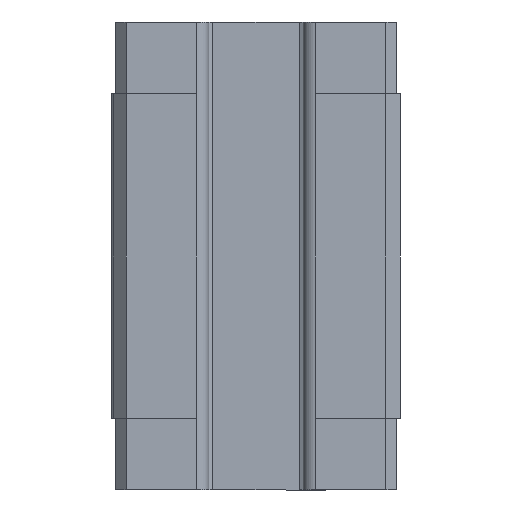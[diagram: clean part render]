
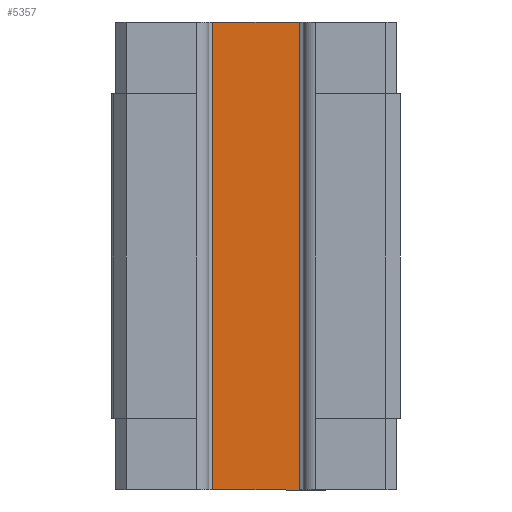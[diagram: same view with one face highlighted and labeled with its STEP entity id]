
A CAD part, front view. The second image highlights one B-rep face of the part: STEP entity #5357.
In plain terms, the highlighted planar face has unit normal (0, -1, 0).
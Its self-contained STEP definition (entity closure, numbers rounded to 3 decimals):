
#205 = FACE_OUTER_BOUND ( 'NONE', #6131, .T. ) ;
#3069 = CARTESIAN_POINT ( 'NONE',  ( 12.564, -13.35, 58.32 ) ) ;
#3070 = DIRECTION ( 'NONE',  ( 0., 0., -1. ) ) ;
#3111 = CARTESIAN_POINT ( 'NONE',  ( 0., -13.35, 48.6 ) ) ;
#3112 = DIRECTION ( 'NONE',  ( 1., 0., 0. ) ) ;
#3121 = CARTESIAN_POINT ( 'NONE',  ( -12.564, -13.35, 58.32 ) ) ;
#3122 = DIRECTION ( 'NONE',  ( 0., 0., 1. ) ) ;
#3128 = CARTESIAN_POINT ( 'NONE',  ( 0., -13.35, -48.6 ) ) ;
#3129 = DIRECTION ( 'NONE',  ( 1., 0., 0. ) ) ;
#3713 = LINE ( 'NONE', #3069, #3714 ) ;
#3714 = VECTOR ( 'NONE', #3070, 1000. ) ;
#3732 = LINE ( 'NONE', #3111, #3738 ) ;
#3738 = VECTOR ( 'NONE', #3112, 1000. ) ;
#3748 = LINE ( 'NONE', #3121, #3749 ) ;
#3749 = VECTOR ( 'NONE', #3122, 1000. ) ;
#3756 = LINE ( 'NONE', #3128, #3757 ) ;
#3757 = VECTOR ( 'NONE', #3129, 1000. ) ;
#4355 = VERTEX_POINT ( 'NONE', #5051 ) ;
#4358 = VERTEX_POINT ( 'NONE', #5148 ) ;
#4361 = VERTEX_POINT ( 'NONE', #8561 ) ;
#4364 = VERTEX_POINT ( 'NONE', #8564 ) ;
#5051 = CARTESIAN_POINT ( 'NONE',  ( 12.564, -13.35, -48.6 ) ) ;
#5148 = CARTESIAN_POINT ( 'NONE',  ( 12.564, -13.35, 48.6 ) ) ;
#5357 = ADVANCED_FACE ( 'NONE', ( #205 ), #9171, .F. ) ;
#6131 = EDGE_LOOP ( 'NONE', ( #7774, #7775, #7776, #7777 ) ) ;
#7531 = EDGE_CURVE ( 'NONE', #4358, #4355, #3713, .T. ) ;
#7548 = EDGE_CURVE ( 'NONE', #4364, #4358, #3732, .T. ) ;
#7553 = EDGE_CURVE ( 'NONE', #4361, #4364, #3748, .T. ) ;
#7557 = EDGE_CURVE ( 'NONE', #4361, #4355, #3756, .T. ) ;
#7774 = ORIENTED_EDGE ( 'NONE', *, *, #7557, .T. ) ;
#7775 = ORIENTED_EDGE ( 'NONE', *, *, #7531, .F. ) ;
#7776 = ORIENTED_EDGE ( 'NONE', *, *, #7548, .F. ) ;
#7777 = ORIENTED_EDGE ( 'NONE', *, *, #7553, .F. ) ;
#8375 = AXIS2_PLACEMENT_3D ( 'NONE', #9174, #9180, #9181 ) ;
#8561 = CARTESIAN_POINT ( 'NONE',  ( -12.564, -13.35, -48.6 ) ) ;
#8564 = CARTESIAN_POINT ( 'NONE',  ( -12.564, -13.35, 48.6 ) ) ;
#9171 = PLANE ( 'NONE',  #8375 ) ;
#9174 = CARTESIAN_POINT ( 'NONE',  ( 12.564, -13.35, 58.32 ) ) ;
#9180 = DIRECTION ( 'NONE',  ( 0., 1., 0. ) ) ;
#9181 = DIRECTION ( 'NONE',  ( 0., 0., 1. ) ) ;
